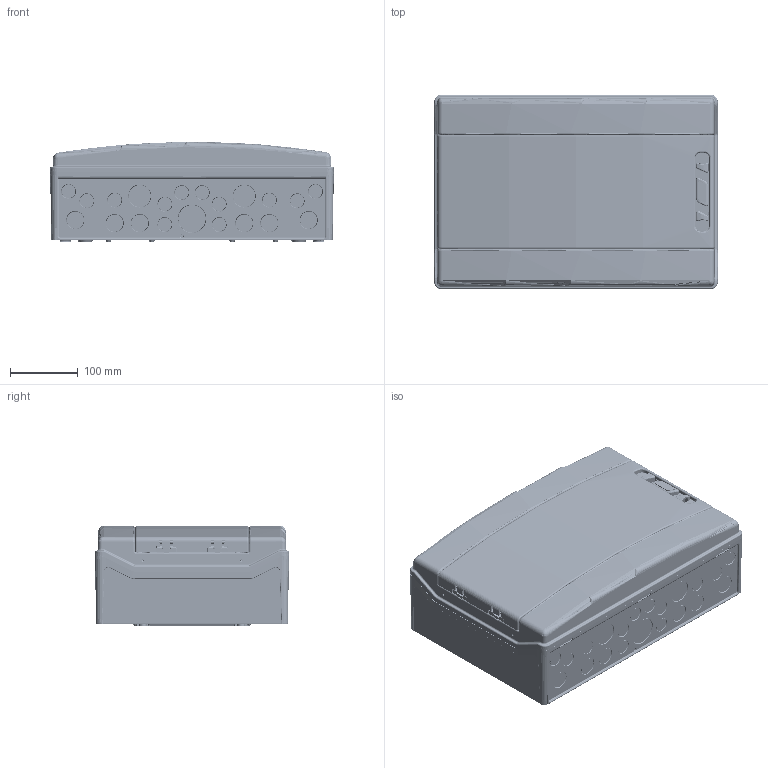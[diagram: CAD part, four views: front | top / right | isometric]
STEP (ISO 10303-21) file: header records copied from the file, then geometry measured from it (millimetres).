
FILE_DESCRIPTION((''),'2;1');
FILE_NAME('MODAB181PN','2018-01-05T',('antti_kumpulainen'),(''),'CREO PARAMETRIC BY PTC INC, 2015290','CREO PARAMETRIC BY PTC INC, 2015290','');
FILE_SCHEMA(('AUTOMOTIVE_DESIGN { 1 0 10303 214 1 1 1 1 }'));
Length unit declared in the file: millimetre
Products named in the file (1): MODAB181PN
Bounding box: 418.8 x 286.2 x 147.99 mm (x, y, z)
Volume: 860.3 mm3; surface area: 1315927.8 mm2
Topology: 1 solids, 40 shells, 6976 faces, 17480 edges, 10391 vertices
Faces by surface type: plane 2152, cylinder 1922, bspline 1305, cone 693, torus 663, sphere 162, extrusion 73, revolution 6
Entity records: 377859 total; most frequent: CARTESIAN_POINT 123026, ORIENTED_EDGE 33866, DIRECTION 28963, PRESENTATION_STYLE_ASSIGNMENT 24266, STYLED_ITEM 17304, CURVE_STYLE 17265, EDGE_CURVE 17230, AXIS2_PLACEMENT_3D 10625
